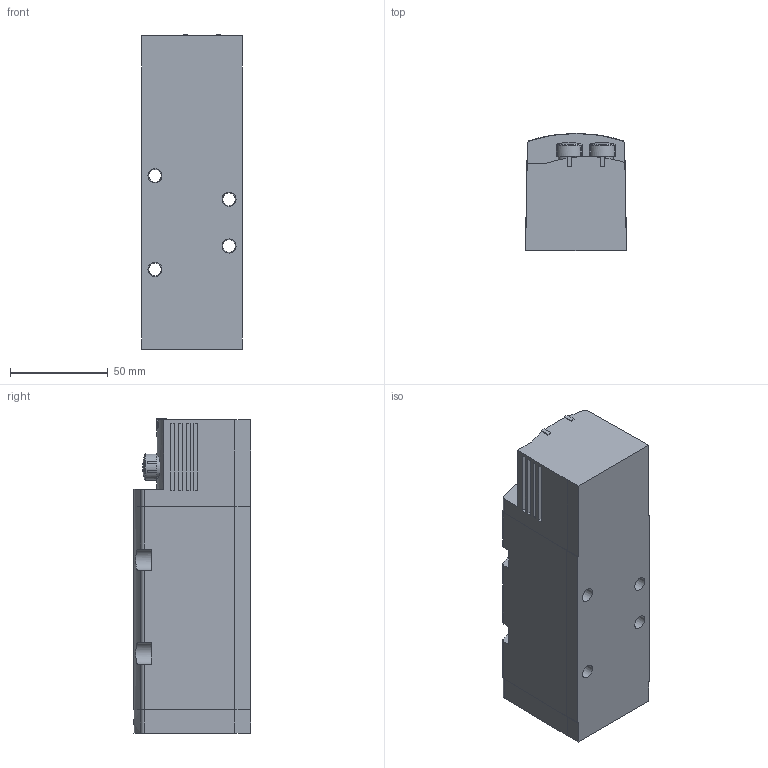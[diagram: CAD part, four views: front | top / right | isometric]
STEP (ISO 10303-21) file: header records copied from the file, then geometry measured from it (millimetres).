
FILE_DESCRIPTION(/* description */ ('STEP AP214'),/* implementation_level */ '2;1');
FILE_NAME(/* name */ '8034975_VSVA-B-P53C-ZH-D2-1T1L',/* time_stamp */ '2024-09-17T08:26:18+02:00',/* author */ ('License CC BY-ND 4.0'),/* organization */ ('CADENAS'),/* preprocessor_version */ 'ST-DEVELOPER v19.3',/* originating_system */ 'PARTsolutions',/* authorisation */ ' ');
FILE_SCHEMA (('AUTOMOTIVE_DESIGN {1 0 10303 214 3 1 1}'));
Length unit declared in the file: millimetre
Products named in the file (3): 8034975 VSVA-B-P53C-ZH-D2-1T1L; 8034975 VSVA-B-P53C-ZH-D2-1T1L---(part); 541010 VAMC-S6-CH
Assembly tree (3 placements, depth 2):
  8034975 VSVA-B-P53C-ZH-D2-1T1L
    8034975 VSVA-B-P53C-ZH-D2-1T1L---(part)
    541010 VAMC-S6-CH  x2
Bounding box: 51.6 x 60 x 161.2 mm (x, y, z)
Volume: 447278.7 mm3; surface area: 47252 mm2
Topology: 3 solids, 3 shells, 302 faces, 846 edges, 560 vertices
Faces by surface type: plane 187, cylinder 79, cone 20, torus 10, sphere 6
Full cylindrical faces by diameter (mm): 11.4 x2, 11.8 x2, 13.4 x2
Entity records: 8907 total; most frequent: CARTESIAN_POINT 1487, ORIENTED_EDGE 1208, DIRECTION 1172, EDGE_CURVE 604, VERTEX_POINT 408, AXIS2_PLACEMENT_3D 395, LINE 382, VECTOR 382
